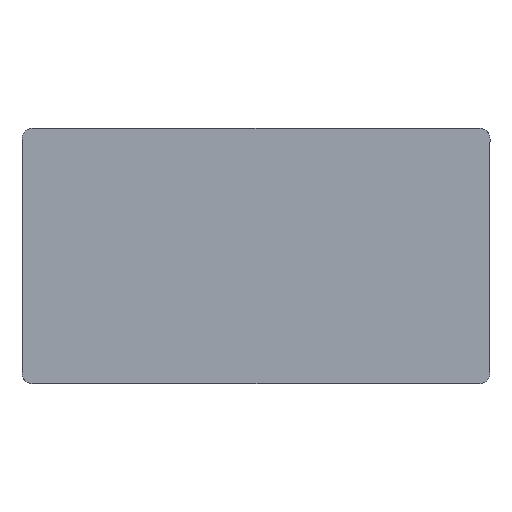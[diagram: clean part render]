
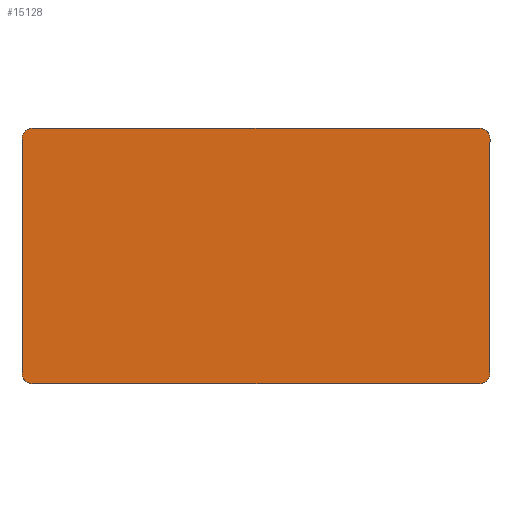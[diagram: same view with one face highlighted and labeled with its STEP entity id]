
A CAD part, front view. The second image highlights one B-rep face of the part: STEP entity #15128.
In plain terms, the highlighted face is planar.
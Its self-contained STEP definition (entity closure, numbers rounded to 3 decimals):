
#167 = CARTESIAN_POINT ( 'NONE',  ( -55., 170., -119. ) ) ;
#248 = DIRECTION ( 'NONE',  ( 0., 0., -1. ) ) ;
#726 = DIRECTION ( 'NONE',  ( 0., 0., -1. ) ) ;
#1653 = VECTOR ( 'NONE', #14690, 1000. ) ;
#2639 = VECTOR ( 'NONE', #5155, 1000. ) ;
#2689 = DIRECTION ( 'NONE',  ( -1., 0., 0. ) ) ;
#3747 = LINE ( 'NONE', #18066, #1653 ) ;
#4576 = AXIS2_PLACEMENT_3D ( 'NONE', #8324, #248, #11384 ) ;
#5155 = DIRECTION ( 'NONE',  ( 1., 0., 0. ) ) ;
#6174 = VERTEX_POINT ( 'NONE', #23549 ) ;
#6198 = VERTEX_POINT ( 'NONE', #31632 ) ;
#6323 = CIRCLE ( 'NONE', #34365, 5. ) ;
#6754 = VERTEX_POINT ( 'NONE', #32124 ) ;
#6921 = LINE ( 'NONE', #23223, #11592 ) ;
#8324 = CARTESIAN_POINT ( 'NONE',  ( 55., 170., -119. ) ) ;
#8652 = VERTEX_POINT ( 'NONE', #18424 ) ;
#8713 = EDGE_CURVE ( 'NONE', #11537, #6174, #24152, .T. ) ;
#10225 = VECTOR ( 'NONE', #20259, 1000. ) ;
#10960 = DIRECTION ( 'NONE',  ( 0., 0., -1. ) ) ;
#11160 = CARTESIAN_POINT ( 'NONE',  ( 60., 170., -119. ) ) ;
#11256 = DIRECTION ( 'NONE',  ( 0., 0., -1. ) ) ;
#11375 = EDGE_CURVE ( 'NONE', #34760, #6198, #14790, .T. ) ;
#11384 = DIRECTION ( 'NONE',  ( -1., 0., 0. ) ) ;
#11537 = VERTEX_POINT ( 'NONE', #32063 ) ;
#11592 = VECTOR ( 'NONE', #22872, 1000. ) ;
#12036 = CIRCLE ( 'NONE', #4576, 5. ) ;
#13749 = CARTESIAN_POINT ( 'NONE',  ( -55., -45., -119. ) ) ;
#14145 = EDGE_CURVE ( 'NONE', #6174, #23851, #12036, .T. ) ;
#14690 = DIRECTION ( 'NONE',  ( 0., -1., 0. ) ) ;
#14721 = CARTESIAN_POINT ( 'NONE',  ( 60., -40., -119. ) ) ;
#14750 = EDGE_CURVE ( 'NONE', #6754, #11537, #6323, .T. ) ;
#14790 = CIRCLE ( 'NONE', #26208, 5. ) ;
#15023 = ORIENTED_EDGE ( 'NONE', *, *, #14145, .T. ) ;
#15128 = ADVANCED_FACE ( 'NONE', ( #27379 ), #16822, .T. ) ;
#16822 = PLANE ( 'NONE',  #33266 ) ;
#18066 = CARTESIAN_POINT ( 'NONE',  ( 60., 170., -119. ) ) ;
#18424 = CARTESIAN_POINT ( 'NONE',  ( 55., -45., -119. ) ) ;
#19381 = LINE ( 'NONE', #34245, #10225 ) ;
#19391 = AXIS2_PLACEMENT_3D ( 'NONE', #33723, #726, #23289 ) ;
#20259 = DIRECTION ( 'NONE',  ( 0., 1., 0. ) ) ;
#21682 = DIRECTION ( 'NONE',  ( -1., 0., 0. ) ) ;
#22706 = ORIENTED_EDGE ( 'NONE', *, *, #30442, .T. ) ;
#22872 = DIRECTION ( 'NONE',  ( -1., 0., 0. ) ) ;
#23223 = CARTESIAN_POINT ( 'NONE',  ( 55., -45., -119. ) ) ;
#23289 = DIRECTION ( 'NONE',  ( -1., 0., 0. ) ) ;
#23549 = CARTESIAN_POINT ( 'NONE',  ( 55., 175., -119. ) ) ;
#23851 = VERTEX_POINT ( 'NONE', #11160 ) ;
#24031 = EDGE_CURVE ( 'NONE', #6198, #6754, #19381, .T. ) ;
#24083 = EDGE_CURVE ( 'NONE', #24127, #8652, #29097, .T. ) ;
#24127 = VERTEX_POINT ( 'NONE', #14721 ) ;
#24152 = LINE ( 'NONE', #35113, #2639 ) ;
#25195 = EDGE_LOOP ( 'NONE', ( #33703, #29786, #26297, #33524, #27922, #29634, #15023, #22706 ) ) ;
#26208 = AXIS2_PLACEMENT_3D ( 'NONE', #27251, #10960, #21682 ) ;
#26297 = ORIENTED_EDGE ( 'NONE', *, *, #11375, .T. ) ;
#27251 = CARTESIAN_POINT ( 'NONE',  ( -55., -40., -119. ) ) ;
#27379 = FACE_OUTER_BOUND ( 'NONE', #25195, .T. ) ;
#27922 = ORIENTED_EDGE ( 'NONE', *, *, #14750, .T. ) ;
#29097 = CIRCLE ( 'NONE', #19391, 5. ) ;
#29634 = ORIENTED_EDGE ( 'NONE', *, *, #8713, .T. ) ;
#29786 = ORIENTED_EDGE ( 'NONE', *, *, #33361, .T. ) ;
#29944 = DIRECTION ( 'NONE',  ( 0., 0., -1. ) ) ;
#30255 = DIRECTION ( 'NONE',  ( -1., 0., 0. ) ) ;
#30442 = EDGE_CURVE ( 'NONE', #23851, #24127, #3747, .T. ) ;
#31632 = CARTESIAN_POINT ( 'NONE',  ( -60., -40., -119. ) ) ;
#32063 = CARTESIAN_POINT ( 'NONE',  ( -55., 175., -119. ) ) ;
#32124 = CARTESIAN_POINT ( 'NONE',  ( -60., 170., -119. ) ) ;
#33120 = CARTESIAN_POINT ( 'NONE',  ( 55., -40., -119. ) ) ;
#33266 = AXIS2_PLACEMENT_3D ( 'NONE', #33120, #11256, #30255 ) ;
#33361 = EDGE_CURVE ( 'NONE', #8652, #34760, #6921, .T. ) ;
#33524 = ORIENTED_EDGE ( 'NONE', *, *, #24031, .T. ) ;
#33703 = ORIENTED_EDGE ( 'NONE', *, *, #24083, .T. ) ;
#33723 = CARTESIAN_POINT ( 'NONE',  ( 55., -40., -119. ) ) ;
#34245 = CARTESIAN_POINT ( 'NONE',  ( -60., -40., -119. ) ) ;
#34365 = AXIS2_PLACEMENT_3D ( 'NONE', #167, #29944, #2689 ) ;
#34760 = VERTEX_POINT ( 'NONE', #13749 ) ;
#35113 = CARTESIAN_POINT ( 'NONE',  ( -55., 175., -119. ) ) ;
